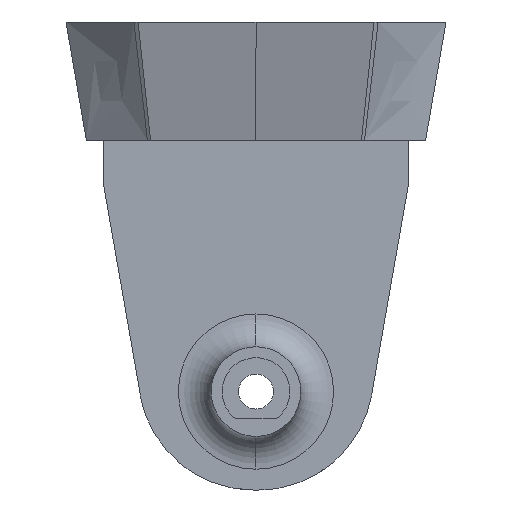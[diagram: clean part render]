
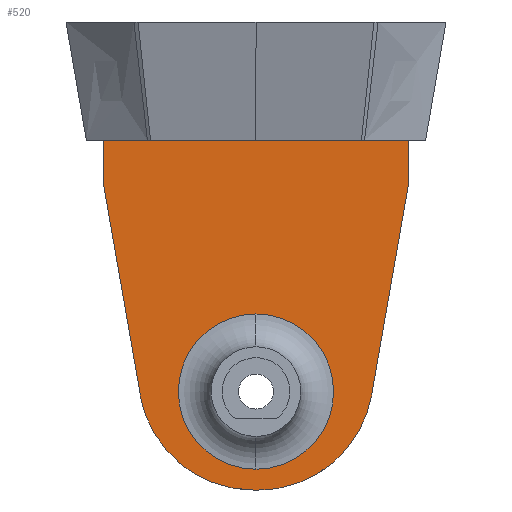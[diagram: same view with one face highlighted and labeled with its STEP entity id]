
A CAD part, left-side view. The second image highlights one B-rep face of the part: STEP entity #520.
In plain terms, the highlighted planar face has unit normal (-1, 0, 0).
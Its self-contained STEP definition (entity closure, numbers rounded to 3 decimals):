
#10 = VERTEX_POINT ( 'NONE', #402 ) ;
#29 = CARTESIAN_POINT ( 'NONE',  ( -122.155, -220.364, -42.8 ) ) ;
#50 = DIRECTION ( 'NONE',  ( -1., 0., 0. ) ) ;
#57 = LINE ( 'NONE', #731, #966 ) ;
#71 = DIRECTION ( 'NONE',  ( 0., -1., 0. ) ) ;
#84 = DIRECTION ( 'NONE',  ( 0., 0., -1. ) ) ;
#119 = VECTOR ( 'NONE', #1490, 1000. ) ;
#121 = DIRECTION ( 'NONE',  ( 0., 1., 0. ) ) ;
#127 = EDGE_CURVE ( 'NONE', #751, #1351, #57, .T. ) ;
#145 = CIRCLE ( 'NONE', #245, 7.1 ) ;
#147 = VERTEX_POINT ( 'NONE', #1215 ) ;
#158 = CARTESIAN_POINT ( 'NONE',  ( -122.155, -237.059, -10.8 ) ) ;
#176 = ORIENTED_EDGE ( 'NONE', *, *, #1375, .F. ) ;
#184 = CARTESIAN_POINT ( 'NONE',  ( -122.155, -210.439, -22.231 ) ) ;
#222 = CARTESIAN_POINT ( 'NONE',  ( -122.155, -230.091, -40.339 ) ) ;
#245 = AXIS2_PLACEMENT_3D ( 'NONE', #1356, #638, #982 ) ;
#246 = CARTESIAN_POINT ( 'NONE',  ( -122.155, -216.106, -40.339 ) ) ;
#260 = CARTESIAN_POINT ( 'NONE',  ( -122.155, -209.138, -10.8 ) ) ;
#300 = LINE ( 'NONE', #766, #387 ) ;
#301 = DIRECTION ( 'NONE',  ( -1., 0., 0. ) ) ;
#313 = CARTESIAN_POINT ( 'NONE',  ( -122.155, -223.098, -40.9 ) ) ;
#319 = VECTOR ( 'NONE', #84, 1000. ) ;
#338 = AXIS2_PLACEMENT_3D ( 'NONE', #1123, #301, #71 ) ;
#355 = CARTESIAN_POINT ( 'NONE',  ( -122.155, -233.679, -34.11 ) ) ;
#387 = VECTOR ( 'NONE', #1220, 1000. ) ;
#395 = VERTEX_POINT ( 'NONE', #941 ) ;
#396 = VERTEX_POINT ( 'NONE', #260 ) ;
#398 = ORIENTED_EDGE ( 'NONE', *, *, #449, .F. ) ;
#402 = CARTESIAN_POINT ( 'NONE',  ( -122.155, -222.861, -42.8 ) ) ;
#411 = CARTESIAN_POINT ( 'NONE',  ( -122.155, -223.336, -42.8 ) ) ;
#422 = FACE_BOUND ( 'NONE', #740, .T. ) ;
#441 = VERTEX_POINT ( 'NONE', #980 ) ;
#449 = EDGE_CURVE ( 'NONE', #1351, #633, #300, .T. ) ;
#468 = VERTEX_POINT ( 'NONE', #313 ) ;
#520 = ADVANCED_FACE ( 'NONE', ( #422, #1453 ), #1105, .T. ) ;
#522 = DIRECTION ( 'NONE',  ( 0., 0., -1. ) ) ;
#531 = ORIENTED_EDGE ( 'NONE', *, *, #1289, .F. ) ;
#532 = EDGE_CURVE ( 'NONE', #395, #147, #1217, .T. ) ;
#558 = ORIENTED_EDGE ( 'NONE', *, *, #1248, .F. ) ;
#560 = CARTESIAN_POINT ( 'NONE',  ( -122.155, -209.138, -10.8 ) ) ;
#565 = CARTESIAN_POINT ( 'NONE',  ( -122.155, -230.079, -10.8 ) ) ;
#584 = CARTESIAN_POINT ( 'NONE',  ( -122.155, -212.948, -36.569 ) ) ;
#588 =( BOUNDED_CURVE ( )  B_SPLINE_CURVE ( 3, ( #1315, #29, #752, #743 ),
 .UNSPECIFIED., .F., .T. ) 
 B_SPLINE_CURVE_WITH_KNOTS ( ( 4, 4 ),
 ( 4.712, 5.411 ),
 .UNSPECIFIED. ) 
 CURVE ( )  GEOMETRIC_REPRESENTATION_ITEM ( )  RATIONAL_B_SPLINE_CURVE ( ( 1., 0.96, 0.96, 1. ) ) 
 REPRESENTATION_ITEM ( '' )  );
#633 = VERTEX_POINT ( 'NONE', #1093 ) ;
#638 = DIRECTION ( 'NONE',  ( -1., 0., 0. ) ) ;
#645 =( BOUNDED_CURVE ( )  B_SPLINE_CURVE ( 3, ( #246, #828, #584, #817 ),
 .UNSPECIFIED., .F., .T. ) 
 B_SPLINE_CURVE_WITH_KNOTS ( ( 4, 4 ),
 ( 5.411, 6.11 ),
 .UNSPECIFIED. ) 
 CURVE ( )  GEOMETRIC_REPRESENTATION_ITEM ( )  RATIONAL_B_SPLINE_CURVE ( ( 1., 0.96, 0.96, 1. ) ) 
 REPRESENTATION_ITEM ( '' )  );
#678 = ORIENTED_EDGE ( 'NONE', *, *, #969, .F. ) ;
#695 = EDGE_CURVE ( 'NONE', #468, #441, #1299, .T. ) ;
#699 = VECTOR ( 'NONE', #121, 1000. ) ;
#710 = ORIENTED_EDGE ( 'NONE', *, *, #730, .F. ) ;
#730 = EDGE_CURVE ( 'NONE', #1025, #395, #645, .T. ) ;
#731 = CARTESIAN_POINT ( 'NONE',  ( -122.155, -237.059, -10.8 ) ) ;
#740 = EDGE_LOOP ( 'NONE', ( #1280, #558 ) ) ;
#743 = CARTESIAN_POINT ( 'NONE',  ( -122.155, -216.106, -40.339 ) ) ;
#751 = VERTEX_POINT ( 'NONE', #1027 ) ;
#752 = CARTESIAN_POINT ( 'NONE',  ( -122.155, -218.018, -41.945 ) ) ;
#763 = CARTESIAN_POINT ( 'NONE',  ( -122.155, -230.091, -40.339 ) ) ;
#766 = CARTESIAN_POINT ( 'NONE',  ( -122.155, -236.173, -19.863 ) ) ;
#776 = ORIENTED_EDGE ( 'NONE', *, *, #532, .F. ) ;
#796 = LINE ( 'NONE', #565, #119 ) ;
#817 = CARTESIAN_POINT ( 'NONE',  ( -122.155, -212.517, -34.11 ) ) ;
#828 = CARTESIAN_POINT ( 'NONE',  ( -122.155, -214.194, -38.733 ) ) ;
#858 = DIRECTION ( 'NONE',  ( 0., 0., 1. ) ) ;
#862 = CARTESIAN_POINT ( 'NONE',  ( -122.155, -237.059, -14.8 ) ) ;
#935 = DIRECTION ( 'NONE',  ( 0., 0.172, 0.985 ) ) ;
#941 = CARTESIAN_POINT ( 'NONE',  ( -122.155, -212.517, -34.11 ) ) ;
#944 = LINE ( 'NONE', #1179, #699 ) ;
#957 =( BOUNDED_CURVE ( )  B_SPLINE_CURVE ( 3, ( #355, #1382, #1127, #222 ),
 .UNSPECIFIED., .F., .F. ) 
 B_SPLINE_CURVE_WITH_KNOTS ( ( 4, 4 ),
 ( 0.173, 0.872 ),
 .UNSPECIFIED. ) 
 CURVE ( )  GEOMETRIC_REPRESENTATION_ITEM ( )  RATIONAL_B_SPLINE_CURVE ( ( 1., 0.96, 0.96, 1. ) ) 
 REPRESENTATION_ITEM ( '' )  );
#966 = VECTOR ( 'NONE', #522, 1000. ) ;
#969 = EDGE_CURVE ( 'NONE', #1507, #1102, #1153, .T. ) ;
#980 = CARTESIAN_POINT ( 'NONE',  ( -122.155, -223.098, -26.7 ) ) ;
#982 = DIRECTION ( 'NONE',  ( 0., -1., 0. ) ) ;
#986 = CARTESIAN_POINT ( 'NONE',  ( -122.155, -225.833, -42.8 ) ) ;
#1025 = VERTEX_POINT ( 'NONE', #1128 ) ;
#1027 = CARTESIAN_POINT ( 'NONE',  ( -122.155, -237.059, -10.8 ) ) ;
#1031 = ORIENTED_EDGE ( 'NONE', *, *, #1505, .F. ) ;
#1055 = EDGE_CURVE ( 'NONE', #396, #751, #796, .T. ) ;
#1093 = CARTESIAN_POINT ( 'NONE',  ( -122.155, -233.679, -34.11 ) ) ;
#1102 = VERTEX_POINT ( 'NONE', #1383 ) ;
#1105 = PLANE ( 'NONE',  #1276 ) ;
#1107 = EDGE_LOOP ( 'NONE', ( #1031, #176, #678, #531, #398, #1320, #1150, #1199, #776, #710 ) ) ;
#1123 = CARTESIAN_POINT ( 'NONE',  ( -122.155, -223.098, -33.8 ) ) ;
#1127 = CARTESIAN_POINT ( 'NONE',  ( -122.155, -232.003, -38.733 ) ) ;
#1128 = CARTESIAN_POINT ( 'NONE',  ( -122.155, -216.106, -40.339 ) ) ;
#1150 = ORIENTED_EDGE ( 'NONE', *, *, #1055, .F. ) ;
#1153 =( BOUNDED_CURVE ( )  B_SPLINE_CURVE ( 3, ( #763, #1232, #986, #411 ),
 .UNSPECIFIED., .F., .T. ) 
 B_SPLINE_CURVE_WITH_KNOTS ( ( 4, 4 ),
 ( 0.872, 1.571 ),
 .UNSPECIFIED. ) 
 CURVE ( )  GEOMETRIC_REPRESENTATION_ITEM ( )  RATIONAL_B_SPLINE_CURVE ( ( 1., 0.96, 0.96, 1. ) ) 
 REPRESENTATION_ITEM ( '' )  );
#1179 = CARTESIAN_POINT ( 'NONE',  ( -122.155, -237.059, -42.8 ) ) ;
#1199 = ORIENTED_EDGE ( 'NONE', *, *, #1433, .T. ) ;
#1215 = CARTESIAN_POINT ( 'NONE',  ( -122.155, -209.138, -14.8 ) ) ;
#1217 = LINE ( 'NONE', #184, #1485 ) ;
#1220 = DIRECTION ( 'NONE',  ( 0., 0.172, -0.985 ) ) ;
#1232 = CARTESIAN_POINT ( 'NONE',  ( -122.155, -228.179, -41.945 ) ) ;
#1248 = EDGE_CURVE ( 'NONE', #441, #468, #145, .T. ) ;
#1276 = AXIS2_PLACEMENT_3D ( 'NONE', #158, #50, #858 ) ;
#1280 = ORIENTED_EDGE ( 'NONE', *, *, #695, .F. ) ;
#1289 = EDGE_CURVE ( 'NONE', #633, #1507, #957, .T. ) ;
#1299 = CIRCLE ( 'NONE', #338, 7.1 ) ;
#1315 = CARTESIAN_POINT ( 'NONE',  ( -122.155, -222.861, -42.8 ) ) ;
#1320 = ORIENTED_EDGE ( 'NONE', *, *, #127, .F. ) ;
#1351 = VERTEX_POINT ( 'NONE', #862 ) ;
#1356 = CARTESIAN_POINT ( 'NONE',  ( -122.155, -223.098, -33.8 ) ) ;
#1375 = EDGE_CURVE ( 'NONE', #1102, #10, #944, .T. ) ;
#1382 = CARTESIAN_POINT ( 'NONE',  ( -122.155, -233.249, -36.569 ) ) ;
#1383 = CARTESIAN_POINT ( 'NONE',  ( -122.155, -223.336, -42.8 ) ) ;
#1419 = CARTESIAN_POINT ( 'NONE',  ( -122.155, -230.091, -40.339 ) ) ;
#1433 = EDGE_CURVE ( 'NONE', #396, #147, #1481, .T. ) ;
#1453 = FACE_OUTER_BOUND ( 'NONE', #1107, .T. ) ;
#1481 = LINE ( 'NONE', #560, #319 ) ;
#1485 = VECTOR ( 'NONE', #935, 1000. ) ;
#1490 = DIRECTION ( 'NONE',  ( 0., -1., 0. ) ) ;
#1505 = EDGE_CURVE ( 'NONE', #10, #1025, #588, .T. ) ;
#1507 = VERTEX_POINT ( 'NONE', #1419 ) ;
